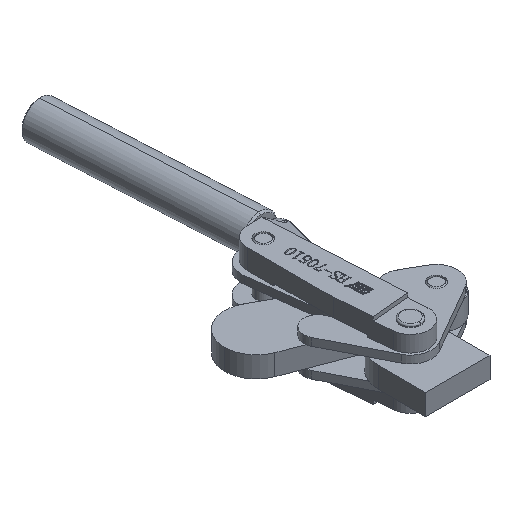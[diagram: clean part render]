
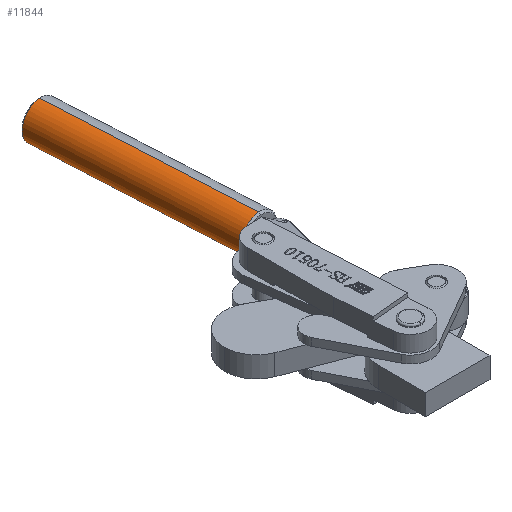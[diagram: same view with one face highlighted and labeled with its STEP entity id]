
A CAD part, isometric view. The second image highlights one B-rep face of the part: STEP entity #11844.
In plain terms, the highlighted cylindrical face has radius 11 mm (diameter 22 mm), a partial arc.
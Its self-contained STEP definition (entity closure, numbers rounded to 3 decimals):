
#2285 = CARTESIAN_POINT ( 'NONE',  ( 25., 107.5, -11. ) ) ;
#2373 = CARTESIAN_POINT ( 'NONE',  ( 25., 230.5, 11. ) ) ;
#2918 = ORIENTED_EDGE ( 'NONE', *, *, #6633, .F. ) ;
#2919 = ORIENTED_EDGE ( 'NONE', *, *, #11746, .T. ) ;
#2920 = ORIENTED_EDGE ( 'NONE', *, *, #6634, .T. ) ;
#2921 = ORIENTED_EDGE ( 'NONE', *, *, #11747, .T. ) ;
#4160 = CIRCLE ( 'NONE', #21497, 11. ) ;
#4161 = CIRCLE ( 'NONE', #21498, 11. ) ;
#5456 = DIRECTION ( 'NONE',  ( 0., -1., 0. ) ) ;
#5459 = DIRECTION ( 'NONE',  ( 0., -1., 0. ) ) ;
#5464 = CARTESIAN_POINT ( 'NONE',  ( 25., 94.232, 11. ) ) ;
#5500 = CARTESIAN_POINT ( 'NONE',  ( 25., 94.232, -11. ) ) ;
#6633 = EDGE_CURVE ( 'NONE', #19606, #8643, #13836, .T. ) ;
#6634 = EDGE_CURVE ( 'NONE', #8651, #19501, #13837, .T. ) ;
#8643 = VERTEX_POINT ( 'NONE', #16776 ) ;
#8651 = VERTEX_POINT ( 'NONE', #16784 ) ;
#8796 = EDGE_LOOP ( 'NONE', ( #2918, #2919, #2920, #2921 ) ) ;
#11746 = EDGE_CURVE ( 'NONE', #19606, #8651, #4160, .T. ) ;
#11747 = EDGE_CURVE ( 'NONE', #19501, #8643, #4161, .T. ) ;
#11844 = ADVANCED_FACE ( 'NONE', ( #14203 ), #14209, .T. ) ;
#13836 = LINE ( 'NONE', #5464, #13839 ) ;
#13837 = LINE ( 'NONE', #5500, #13841 ) ;
#13839 = VECTOR ( 'NONE', #5459, 1000. ) ;
#13841 = VECTOR ( 'NONE', #5456, 1000. ) ;
#14203 = FACE_OUTER_BOUND ( 'NONE', #8796, .T. ) ;
#14209 = CYLINDRICAL_SURFACE ( 'NONE', #14770, 11. ) ;
#14770 = AXIS2_PLACEMENT_3D ( 'NONE', #20745, #20744, #20740 ) ;
#16100 = CARTESIAN_POINT ( 'NONE',  ( 25., 230.5, 0. ) ) ;
#16101 = DIRECTION ( 'NONE',  ( 0., -1., 0. ) ) ;
#16102 = DIRECTION ( 'NONE',  ( 0., 0., 1. ) ) ;
#16103 = CARTESIAN_POINT ( 'NONE',  ( 25., 107.5, 0. ) ) ;
#16104 = DIRECTION ( 'NONE',  ( 0., 1., 0. ) ) ;
#16105 = DIRECTION ( 'NONE',  ( 0., 0., -1. ) ) ;
#16776 = CARTESIAN_POINT ( 'NONE',  ( 25., 107.5, 11. ) ) ;
#16784 = CARTESIAN_POINT ( 'NONE',  ( 25., 230.5, -11. ) ) ;
#19501 = VERTEX_POINT ( 'NONE', #2285 ) ;
#19606 = VERTEX_POINT ( 'NONE', #2373 ) ;
#20740 = DIRECTION ( 'NONE',  ( 0., 0., -1. ) ) ;
#20744 = DIRECTION ( 'NONE',  ( 0., -1., 0. ) ) ;
#20745 = CARTESIAN_POINT ( 'NONE',  ( 25., 94.232, 0. ) ) ;
#21497 = AXIS2_PLACEMENT_3D ( 'NONE', #16100, #16101, #16102 ) ;
#21498 = AXIS2_PLACEMENT_3D ( 'NONE', #16103, #16104, #16105 ) ;
